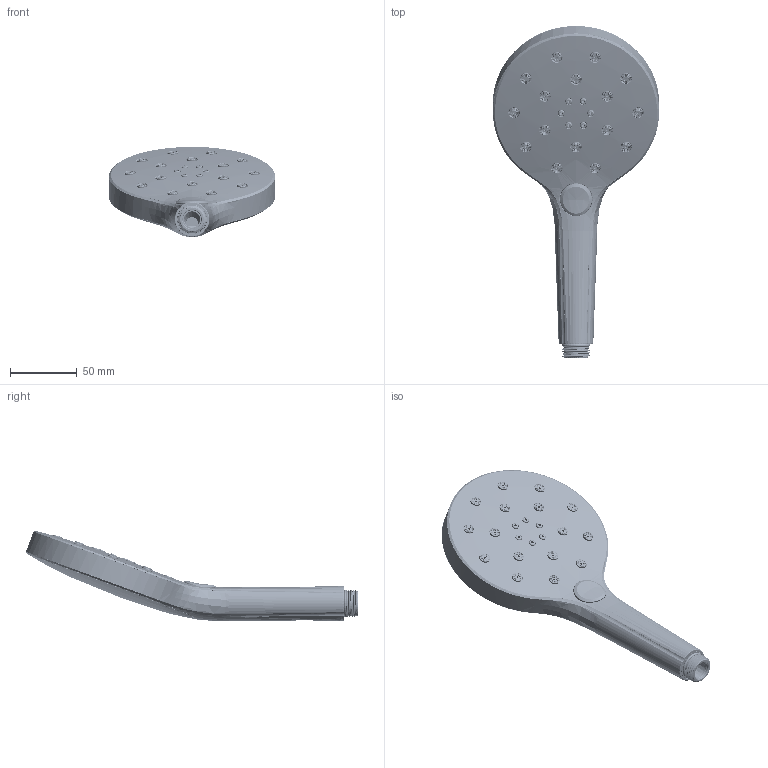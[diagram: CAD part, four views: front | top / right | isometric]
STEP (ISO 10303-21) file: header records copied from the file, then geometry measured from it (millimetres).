
FILE_DESCRIPTION (( 'STEP AP203' ), '1' );
FILE_NAME ('412-9061 Milli MarQ Edit Hand Piece.STEP', '2024-10-17T00:47:28', ( '' ), ( '' ), 'SwSTEP 2.0', 'SolidWorks 2021', '' );
FILE_SCHEMA (( 'CONFIG_CONTROL_DESIGN' ));
Products named in the file (1): 412-9061 Milli MarQ Edit Hand Piece
Bounding box: 125.09 x 249.15 x 67.74 mm (x, y, z)
Volume: 158505.6 mm3; surface area: 123306.9 mm2
Topology: 6 solids, 6 shells, 3733 faces, 9812 edges, 6285 vertices
Faces by surface type: bspline 1679, plane 723, cone 578, sphere 316, torus 231, cylinder 206
Entity records: 343226 total; most frequent: CARTESIAN_POINT 265550, ORIENTED_EDGE 19562, DIRECTION 11573, EDGE_CURVE 9781, VERTEX_POINT 6271, B_SPLINE_CURVE_WITH_KNOTS 5305, AXIS2_PLACEMENT_3D 5184, EDGE_LOOP 4064
